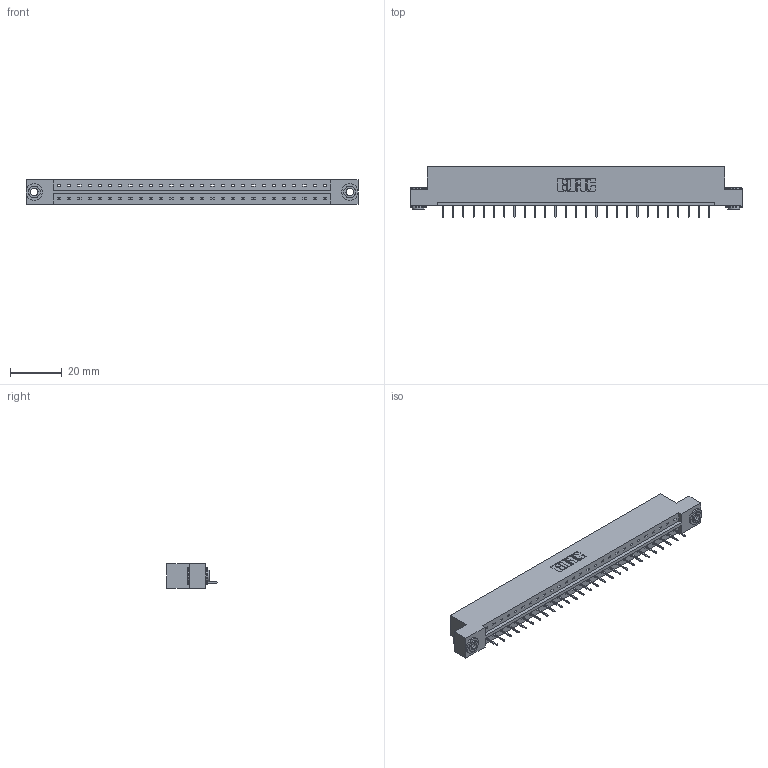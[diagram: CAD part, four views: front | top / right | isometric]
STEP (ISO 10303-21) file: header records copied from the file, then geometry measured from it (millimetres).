
FILE_DESCRIPTION (( 'STEP AP203' ), '1' );
FILE_NAME ('833-027-524-103.STEP', '2020-06-02T06:33:21', ( '' ), ( '' ), 'SwSTEP 2.0', 'SolidWorks 2020', '' );
FILE_SCHEMA (( 'CONFIG_CONTROL_DESIGN' ));
Length unit declared in the file: inch
Products named in the file (4): 345-250-002_345-250-002-102; 345-292-001_345-293-124; 833-027-524-103; 833 Part_Flush - .156 Dia - TH
Assembly tree (30 placements, depth 2):
  833-027-524-103
    833 Part_Flush - .156 Dia - TH
    345-292-001_345-293-124  x27
    345-250-002_345-250-002-102  x2
Bounding box: 128.52 x 19.69 x 9.4 mm (x, y, z)
Volume: 12716.9 mm3; surface area: 13522.3 mm2
Topology: 30 solids, 30 shells, 1826 faces, 5247 edges, 3386 vertices
Faces by surface type: plane 1376, cylinder 442, cone 8
Entity records: 19170 total; most frequent: CARTESIAN_POINT 3286, ORIENTED_EDGE 3242, DIRECTION 2837, EDGE_CURVE 1621, LINE 1473, VECTOR 1473, VERTEX_POINT 1074, AXIS2_PLACEMENT_3D 682
